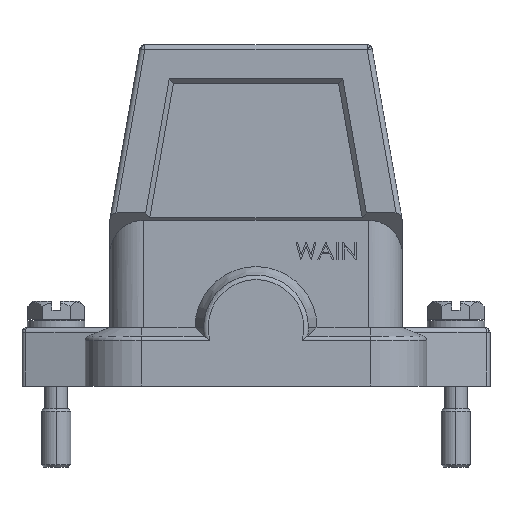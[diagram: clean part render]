
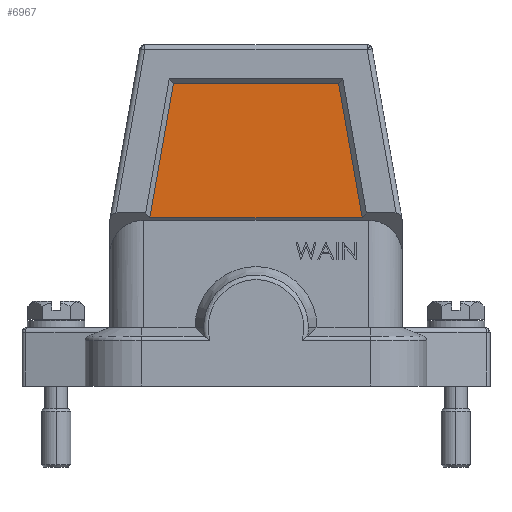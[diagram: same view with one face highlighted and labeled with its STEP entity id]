
A CAD part, top view. The second image highlights one B-rep face of the part: STEP entity #6967.
In plain terms, the highlighted planar face has unit normal (0, 0, 1).
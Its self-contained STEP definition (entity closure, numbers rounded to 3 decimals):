
#523=DIRECTION('',(0.174,-0.985,0.));
#524=VECTOR('',#523,27.924);
#525=CARTESIAN_POINT('',(16.939,62.,22.));
#526=LINE('',#525,#524);
#531=DIRECTION('',(1.,0.,0.));
#532=VECTOR('',#531,43.577);
#533=CARTESIAN_POINT('',(-21.788,34.5,22.));
#534=LINE('',#533,#532);
#543=DIRECTION('',(0.174,0.985,0.));
#544=VECTOR('',#543,27.924);
#545=CARTESIAN_POINT('',(-21.788,34.5,22.));
#546=LINE('',#545,#544);
#551=DIRECTION('',(1.,0.,0.));
#552=VECTOR('',#551,33.879);
#553=CARTESIAN_POINT('',(-16.939,62.,22.));
#554=LINE('',#553,#552);
#5135=CARTESIAN_POINT('',(16.939,62.,22.));
#5136=CARTESIAN_POINT('',(21.788,34.5,22.));
#5137=VERTEX_POINT('',#5135);
#5138=VERTEX_POINT('',#5136);
#5173=CARTESIAN_POINT('',(-16.939,62.,22.));
#5174=VERTEX_POINT('',#5173);
#5349=CARTESIAN_POINT('',(-21.788,34.5,22.));
#5351=VERTEX_POINT('',#5349);
#6954=CARTESIAN_POINT('',(0.,0.,22.));
#6955=DIRECTION('',(0.,0.,1.));
#6956=DIRECTION('',(1.,0.,0.));
#6957=AXIS2_PLACEMENT_3D('',#6954,#6955,#6956);
#6958=PLANE('',#6957);
#6959=ORIENTED_EDGE('',*,*,#6762,.F.);
#6961=ORIENTED_EDGE('',*,*,#6960,.T.);
#6963=ORIENTED_EDGE('',*,*,#6962,.T.);
#6964=ORIENTED_EDGE('',*,*,#6945,.T.);
#6965=EDGE_LOOP('',(#6959,#6961,#6963,#6964));
#6966=FACE_OUTER_BOUND('',#6965,.F.);
#6967=ADVANCED_FACE('',(#6966),#6958,.T.);
#6762=EDGE_CURVE('',#5351,#5138,#534,.T.);
#6945=EDGE_CURVE('',#5137,#5138,#526,.T.);
#6960=EDGE_CURVE('',#5351,#5174,#546,.T.);
#6962=EDGE_CURVE('',#5174,#5137,#554,.T.);
